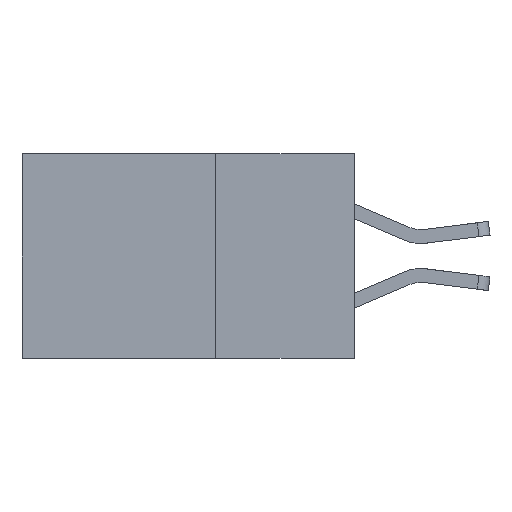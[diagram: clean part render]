
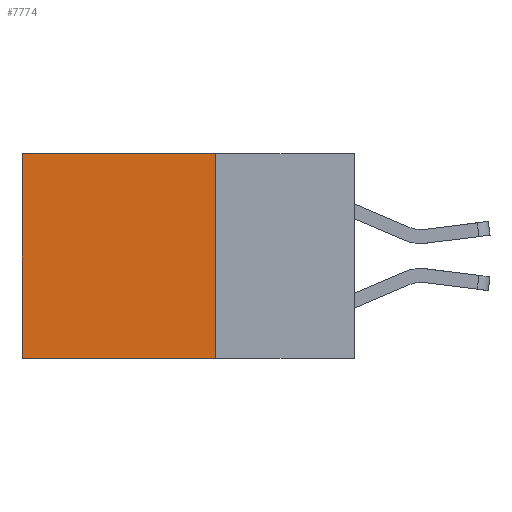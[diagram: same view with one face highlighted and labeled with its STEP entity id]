
A CAD part, left-side view. The second image highlights one B-rep face of the part: STEP entity #7774.
In plain terms, the highlighted planar face has unit normal (-1, 0, 0).
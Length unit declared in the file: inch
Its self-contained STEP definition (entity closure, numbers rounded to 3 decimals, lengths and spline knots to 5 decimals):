
#313 = CARTESIAN_POINT ( 'NONE',  ( 0.2615, 0.6, 0. ) ) ;
#336 = LINE ( 'NONE', #1339, #3531 ) ;
#831 = VERTEX_POINT ( 'NONE', #3349 ) ;
#1332 = EDGE_CURVE ( 'NONE', #4916, #2313, #3178, .T. ) ;
#1339 = CARTESIAN_POINT ( 'NONE',  ( 0.2615, 0.25, -0.37 ) ) ;
#1350 = CARTESIAN_POINT ( 'NONE',  ( 0.2615, 0.25, 0. ) ) ;
#1363 = ORIENTED_EDGE ( 'NONE', *, *, #7864, .F. ) ;
#1954 = DIRECTION ( 'NONE',  ( 1., 0., 0. ) ) ;
#2023 = VERTEX_POINT ( 'NONE', #5767 ) ;
#2085 = AXIS2_PLACEMENT_3D ( 'NONE', #11073, #1954, #9564 ) ;
#2313 = VERTEX_POINT ( 'NONE', #313 ) ;
#2593 = VECTOR ( 'NONE', #5341, 39.37008 ) ;
#3178 = LINE ( 'NONE', #6607, #10785 ) ;
#3349 = CARTESIAN_POINT ( 'NONE',  ( 0.2615, 0.25, -0.37 ) ) ;
#3531 = VECTOR ( 'NONE', #6400, 39.37008 ) ;
#4286 = CARTESIAN_POINT ( 'NONE',  ( 0.2615, 0.6, -0.37 ) ) ;
#4916 = VERTEX_POINT ( 'NONE', #1350 ) ;
#5341 = DIRECTION ( 'NONE',  ( 0., 0., -1. ) ) ;
#5636 = EDGE_LOOP ( 'NONE', ( #10299, #6151, #1363, #10857 ) ) ;
#5767 = CARTESIAN_POINT ( 'NONE',  ( 0.2615, 0.6, -0.37 ) ) ;
#5996 = EDGE_CURVE ( 'NONE', #2313, #2023, #6822, .T. ) ;
#6151 = ORIENTED_EDGE ( 'NONE', *, *, #8792, .F. ) ;
#6400 = DIRECTION ( 'NONE',  ( 0., 0., -1. ) ) ;
#6607 = CARTESIAN_POINT ( 'NONE',  ( 0.2615, 0.25, 0. ) ) ;
#6768 = FACE_OUTER_BOUND ( 'NONE', #5636, .T. ) ;
#6822 = LINE ( 'NONE', #4286, #2593 ) ;
#7690 = VECTOR ( 'NONE', #10497, 39.37008 ) ;
#7774 = ADVANCED_FACE ( 'NONE', ( #6768 ), #9671, .F. ) ;
#7838 = CARTESIAN_POINT ( 'NONE',  ( 0.2615, 0.25, -0.37 ) ) ;
#7864 = EDGE_CURVE ( 'NONE', #4916, #831, #336, .T. ) ;
#8792 = EDGE_CURVE ( 'NONE', #831, #2023, #9714, .T. ) ;
#9564 = DIRECTION ( 'NONE',  ( 0., 0., -1. ) ) ;
#9671 = PLANE ( 'NONE',  #2085 ) ;
#9714 = LINE ( 'NONE', #7838, #7690 ) ;
#10032 = DIRECTION ( 'NONE',  ( 0., 1., 0. ) ) ;
#10299 = ORIENTED_EDGE ( 'NONE', *, *, #5996, .T. ) ;
#10497 = DIRECTION ( 'NONE',  ( 0., 1., 0. ) ) ;
#10785 = VECTOR ( 'NONE', #10032, 39.37008 ) ;
#10857 = ORIENTED_EDGE ( 'NONE', *, *, #1332, .T. ) ;
#11073 = CARTESIAN_POINT ( 'NONE',  ( 0.2615, 0.25, -0.37 ) ) ;
